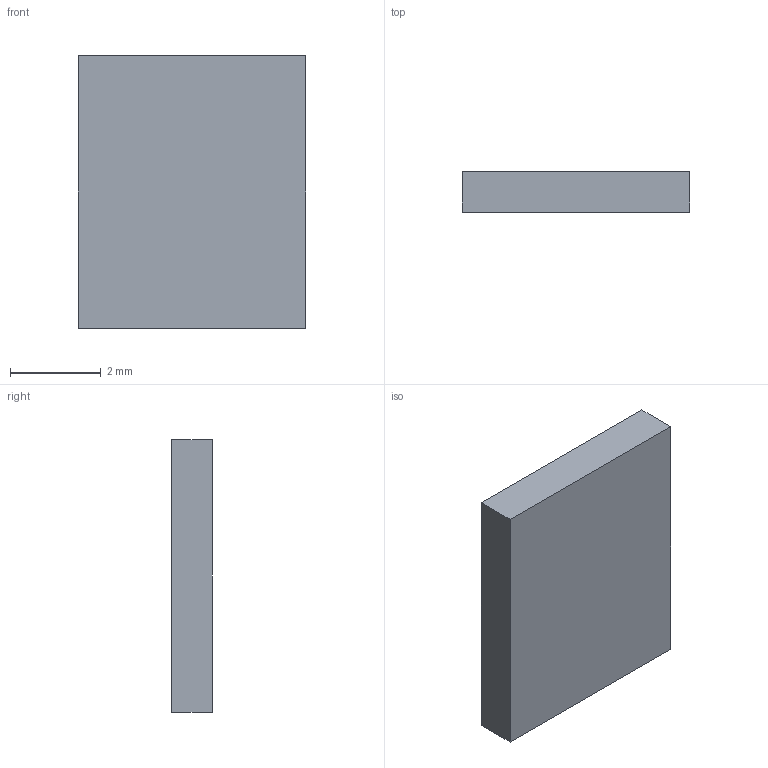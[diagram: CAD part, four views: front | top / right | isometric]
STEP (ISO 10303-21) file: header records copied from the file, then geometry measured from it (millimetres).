
FILE_DESCRIPTION(/* description */ (''),/* implementation_level */ '2;1');
FILE_NAME(/* name */ 'MFF2-esim.step',/* time_stamp */ '2020-11-11T20:33:49+05:00',/* author */ (''),/* organization */ (''),/* preprocessor_version */ 'ST-DEVELOPER v18.1',/* originating_system */ 'Autodesk Translation Framework v9.3.0.1241',/* authorisation */ '');
FILE_SCHEMA (('AUTOMOTIVE_DESIGN { 1 0 10303 214 3 1 1 }'));
Length unit declared in the file: millimetre
Products named in the file (1): MFF2-esim
Bounding box: 5 x 0.9 x 6 mm (x, y, z)
Volume: 27 mm3; surface area: 80.1 mm2
Topology: 1 solids, 1 shells, 284 faces, 780 edges, 520 vertices
Faces by surface type: bspline 219, plane 64, cylinder 1
Full cylindrical faces by diameter (mm): 0.5 x1
Entity records: 10608 total; most frequent: CARTESIAN_POINT 5056, ORIENTED_EDGE 1560, EDGE_CURVE 780, VERTEX_POINT 520, DIRECTION 476, LINE 340, VECTOR 340, B_SPLINE_CURVE_WITH_KNOTS 312
